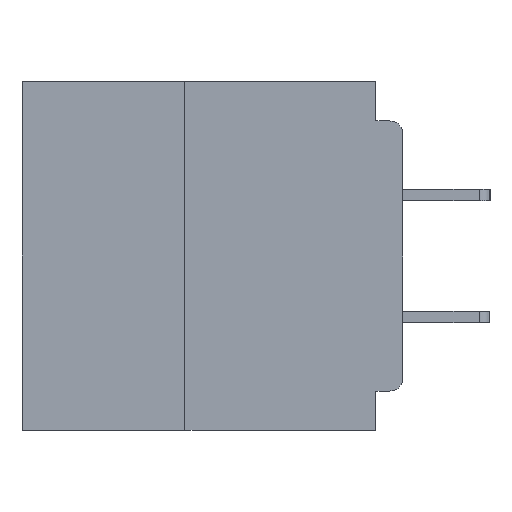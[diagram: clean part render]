
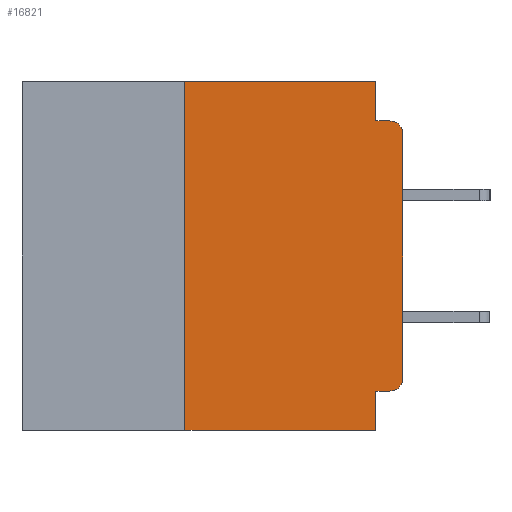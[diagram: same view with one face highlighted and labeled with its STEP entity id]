
A CAD part, left-side view. The second image highlights one B-rep face of the part: STEP entity #16821.
In plain terms, the highlighted planar face has unit normal (-1, 0, 0).
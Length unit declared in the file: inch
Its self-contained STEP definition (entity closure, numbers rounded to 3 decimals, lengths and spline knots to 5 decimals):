
#39 = CARTESIAN_POINT ( 'NONE',  ( 0., 0., 0. ) ) ;
#175 = CARTESIAN_POINT ( 'NONE',  ( 0., 0.031, 0. ) ) ;
#491 = CARTESIAN_POINT ( 'NONE',  ( 0., 0., -0.06 ) ) ;
#554 = VECTOR ( 'NONE', #18072, 39.37008 ) ;
#1715 = VERTEX_POINT ( 'NONE', #5305 ) ;
#2247 = LINE ( 'NONE', #24985, #17282 ) ;
#2301 = VERTEX_POINT ( 'NONE', #21137 ) ;
#2481 = ORIENTED_EDGE ( 'NONE', *, *, #26596, .T. ) ;
#2716 = LINE ( 'NONE', #27713, #3700 ) ;
#3169 = VERTEX_POINT ( 'NONE', #13671 ) ;
#3700 = VECTOR ( 'NONE', #4030, 39.37008 ) ;
#3785 = CIRCLE ( 'NONE', #29344, 0.015 ) ;
#4030 = DIRECTION ( 'NONE',  ( 0., -1., 0. ) ) ;
#4339 = DIRECTION ( 'NONE',  ( 0., -1., 0. ) ) ;
#5243 = LINE ( 'NONE', #15106, #26080 ) ;
#5305 = CARTESIAN_POINT ( 'NONE',  ( 0., 0., -0.34 ) ) ;
#5784 = EDGE_CURVE ( 'NONE', #2301, #17724, #2247, .T. ) ;
#5984 = LINE ( 'NONE', #37021, #13918 ) ;
#6048 = EDGE_CURVE ( 'NONE', #3169, #23814, #9017, .T. ) ;
#6709 = VECTOR ( 'NONE', #10483, 39.37008 ) ;
#7070 = DIRECTION ( 'NONE',  ( -1., 0., 0. ) ) ;
#7140 = ORIENTED_EDGE ( 'NONE', *, *, #20972, .T. ) ;
#7521 = VERTEX_POINT ( 'NONE', #491 ) ;
#7794 = DIRECTION ( 'NONE',  ( 0., 0., -1. ) ) ;
#8166 = CARTESIAN_POINT ( 'NONE',  ( 0., 0.437, 0. ) ) ;
#9017 = LINE ( 'NONE', #11742, #30424 ) ;
#9880 = ORIENTED_EDGE ( 'NONE', *, *, #22986, .F. ) ;
#9912 = AXIS2_PLACEMENT_3D ( 'NONE', #30758, #13338, #33582 ) ;
#10171 = EDGE_LOOP ( 'NONE', ( #2481, #36045, #11689, #24767, #27900, #25710, #7140, #9880, #13586, #18329 ) ) ;
#10483 = DIRECTION ( 'NONE',  ( 0., 0., -1. ) ) ;
#10735 = LINE ( 'NONE', #22663, #17564 ) ;
#10987 = VERTEX_POINT ( 'NONE', #17281 ) ;
#11689 = ORIENTED_EDGE ( 'NONE', *, *, #6048, .F. ) ;
#11742 = CARTESIAN_POINT ( 'NONE',  ( 0., 0., -0.045 ) ) ;
#12694 = VERTEX_POINT ( 'NONE', #37598 ) ;
#13080 = EDGE_CURVE ( 'NONE', #17724, #3169, #31849, .T. ) ;
#13338 = DIRECTION ( 'NONE',  ( -1., 0., 0. ) ) ;
#13586 = ORIENTED_EDGE ( 'NONE', *, *, #17952, .F. ) ;
#13671 = CARTESIAN_POINT ( 'NONE',  ( 0., 0.031, -0.045 ) ) ;
#13918 = VECTOR ( 'NONE', #13984, 39.37008 ) ;
#13984 = DIRECTION ( 'NONE',  ( 0., 1., 0. ) ) ;
#14093 = DIRECTION ( 'NONE',  ( 1., 0., 0. ) ) ;
#14229 = AXIS2_PLACEMENT_3D ( 'NONE', #8166, #14093, #34290 ) ;
#14649 = DIRECTION ( 'NONE',  ( 0., -1., 0. ) ) ;
#15052 = EDGE_CURVE ( 'NONE', #32274, #2301, #5243, .T. ) ;
#15106 = CARTESIAN_POINT ( 'NONE',  ( 0., 0.25, -0.4 ) ) ;
#16489 = CIRCLE ( 'NONE', #9912, 0.015 ) ;
#16821 = ADVANCED_FACE ( 'NONE', ( #19894 ), #31467, .F. ) ;
#17282 = VECTOR ( 'NONE', #4339, 39.37008 ) ;
#17281 = CARTESIAN_POINT ( 'NONE',  ( 0., 0.031, -0.4 ) ) ;
#17564 = VECTOR ( 'NONE', #7794, 39.37008 ) ;
#17724 = VERTEX_POINT ( 'NONE', #175 ) ;
#17952 = EDGE_CURVE ( 'NONE', #12694, #23726, #5984, .T. ) ;
#18072 = DIRECTION ( 'NONE',  ( 0., 0., 1. ) ) ;
#18329 = ORIENTED_EDGE ( 'NONE', *, *, #33425, .T. ) ;
#19894 = FACE_OUTER_BOUND ( 'NONE', #10171, .T. ) ;
#20648 = CARTESIAN_POINT ( 'NONE',  ( 0., 0.015, -0.045 ) ) ;
#20972 = EDGE_CURVE ( 'NONE', #32274, #10987, #2716, .T. ) ;
#21137 = CARTESIAN_POINT ( 'NONE',  ( 0., 0.25, 0. ) ) ;
#22663 = CARTESIAN_POINT ( 'NONE',  ( 0., 0.031, -0.4 ) ) ;
#22725 = CARTESIAN_POINT ( 'NONE',  ( 0., 0.25, -0.4 ) ) ;
#22986 = EDGE_CURVE ( 'NONE', #23726, #10987, #10735, .T. ) ;
#23726 = VERTEX_POINT ( 'NONE', #37261 ) ;
#23814 = VERTEX_POINT ( 'NONE', #20648 ) ;
#24767 = ORIENTED_EDGE ( 'NONE', *, *, #13080, .F. ) ;
#24780 = CARTESIAN_POINT ( 'NONE',  ( 0., 0.015, -0.06 ) ) ;
#24985 = CARTESIAN_POINT ( 'NONE',  ( 0., 0.437, 0. ) ) ;
#25252 = CARTESIAN_POINT ( 'NONE',  ( 0., 0.031, 0. ) ) ;
#25710 = ORIENTED_EDGE ( 'NONE', *, *, #15052, .F. ) ;
#25890 = EDGE_CURVE ( 'NONE', #7521, #23814, #3785, .T. ) ;
#26080 = VECTOR ( 'NONE', #26911, 39.37008 ) ;
#26596 = EDGE_CURVE ( 'NONE', #1715, #7521, #30227, .T. ) ;
#26911 = DIRECTION ( 'NONE',  ( 0., 0., 1. ) ) ;
#27660 = DIRECTION ( 'NONE',  ( 0., 0., -1. ) ) ;
#27713 = CARTESIAN_POINT ( 'NONE',  ( 0., 0.437, -0.4 ) ) ;
#27900 = ORIENTED_EDGE ( 'NONE', *, *, #5784, .F. ) ;
#29344 = AXIS2_PLACEMENT_3D ( 'NONE', #24780, #7070, #27660 ) ;
#30227 = LINE ( 'NONE', #39, #554 ) ;
#30424 = VECTOR ( 'NONE', #14649, 39.37008 ) ;
#30758 = CARTESIAN_POINT ( 'NONE',  ( 0., 0.015, -0.34 ) ) ;
#31467 = PLANE ( 'NONE',  #14229 ) ;
#31849 = LINE ( 'NONE', #25252, #6709 ) ;
#32274 = VERTEX_POINT ( 'NONE', #22725 ) ;
#33425 = EDGE_CURVE ( 'NONE', #12694, #1715, #16489, .T. ) ;
#33582 = DIRECTION ( 'NONE',  ( 0., 0., -1. ) ) ;
#34290 = DIRECTION ( 'NONE',  ( 0., 0., -1. ) ) ;
#36045 = ORIENTED_EDGE ( 'NONE', *, *, #25890, .T. ) ;
#37021 = CARTESIAN_POINT ( 'NONE',  ( 0., 0., -0.355 ) ) ;
#37261 = CARTESIAN_POINT ( 'NONE',  ( 0., 0.031, -0.355 ) ) ;
#37598 = CARTESIAN_POINT ( 'NONE',  ( 0., 0.015, -0.355 ) ) ;
